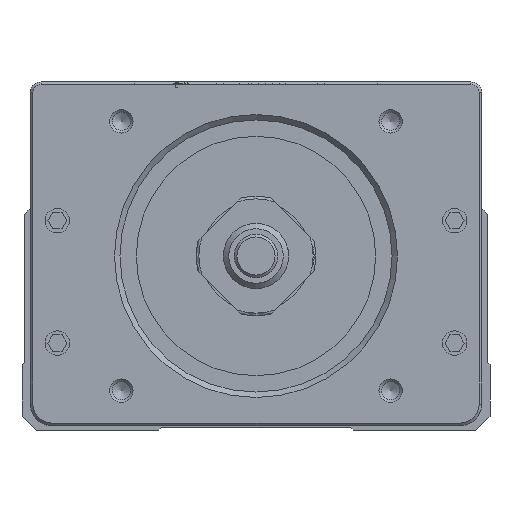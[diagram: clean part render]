
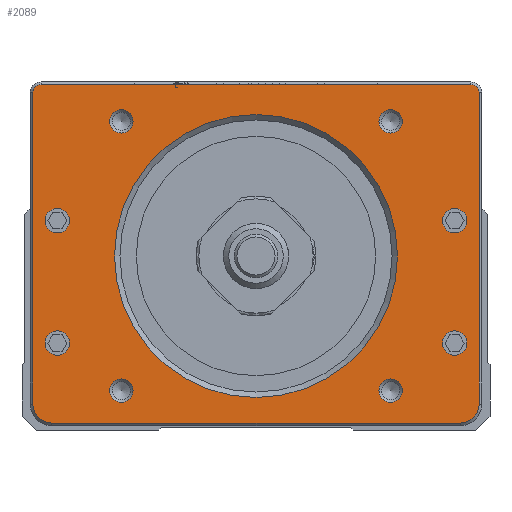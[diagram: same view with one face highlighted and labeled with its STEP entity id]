
A CAD part, front view. The second image highlights one B-rep face of the part: STEP entity #2089.
In plain terms, the highlighted planar face has unit normal (0, -1, 0).
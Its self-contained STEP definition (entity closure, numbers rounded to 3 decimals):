
#2089=ADVANCED_FACE('',(#3684,#3685,#3686,#3687,#3688,#3689,#3690,#3691,
#3692,#3693),#3053,.F.);
#3053=PLANE('',#20675);
#3684=FACE_BOUND('',#4762,.T.);
#3685=FACE_BOUND('',#4763,.T.);
#3686=FACE_BOUND('',#4764,.T.);
#3687=FACE_BOUND('',#4765,.T.);
#3688=FACE_BOUND('',#4766,.T.);
#3689=FACE_BOUND('',#4767,.T.);
#3690=FACE_BOUND('',#4768,.T.);
#3691=FACE_BOUND('',#4769,.T.);
#3692=FACE_BOUND('',#4770,.T.);
#3693=FACE_BOUND('',#4771,.T.);
#4762=EDGE_LOOP('',(#9006));
#4763=EDGE_LOOP('',(#9007));
#4764=EDGE_LOOP('',(#9008));
#4765=EDGE_LOOP('',(#9009));
#4766=EDGE_LOOP('',(#9010));
#4767=EDGE_LOOP('',(#9011,#9012,#9013,#9014,#9015,#9016,#9017,#9018));
#4768=EDGE_LOOP('',(#9019));
#4769=EDGE_LOOP('',(#9020));
#4770=EDGE_LOOP('',(#9021));
#4771=EDGE_LOOP('',(#9022));
#5933=CIRCLE('',#20662,2.15);
#5934=CIRCLE('',#20663,2.15);
#5935=CIRCLE('',#20664,2.15);
#5936=CIRCLE('',#20665,2.15);
#5937=CIRCLE('',#20666,26.);
#5938=CIRCLE('',#20667,1.5);
#5939=CIRCLE('',#20668,1.5);
#5940=CIRCLE('',#20669,3.5);
#5941=CIRCLE('',#20670,3.5);
#5942=CIRCLE('',#20671,2.25);
#5943=CIRCLE('',#20672,2.25);
#5944=CIRCLE('',#20673,2.25);
#5945=CIRCLE('',#20674,2.25);
#9006=ORIENTED_EDGE('',*,*,#14978,.T.);
#9007=ORIENTED_EDGE('',*,*,#14979,.T.);
#9008=ORIENTED_EDGE('',*,*,#14980,.T.);
#9009=ORIENTED_EDGE('',*,*,#14981,.T.);
#9010=ORIENTED_EDGE('',*,*,#14982,.T.);
#9011=ORIENTED_EDGE('',*,*,#14983,.T.);
#9012=ORIENTED_EDGE('',*,*,#14984,.T.);
#9013=ORIENTED_EDGE('',*,*,#14985,.T.);
#9014=ORIENTED_EDGE('',*,*,#14986,.T.);
#9015=ORIENTED_EDGE('',*,*,#14987,.T.);
#9016=ORIENTED_EDGE('',*,*,#14988,.T.);
#9017=ORIENTED_EDGE('',*,*,#14989,.T.);
#9018=ORIENTED_EDGE('',*,*,#14990,.T.);
#9019=ORIENTED_EDGE('',*,*,#14991,.T.);
#9020=ORIENTED_EDGE('',*,*,#14992,.T.);
#9021=ORIENTED_EDGE('',*,*,#14993,.T.);
#9022=ORIENTED_EDGE('',*,*,#14994,.T.);
#12690=VERTEX_POINT('',#31131);
#12691=VERTEX_POINT('',#31133);
#12692=VERTEX_POINT('',#31135);
#12693=VERTEX_POINT('',#31137);
#12694=VERTEX_POINT('',#31139);
#12695=VERTEX_POINT('',#31141);
#12696=VERTEX_POINT('',#31142);
#12697=VERTEX_POINT('',#31144);
#12698=VERTEX_POINT('',#31146);
#12699=VERTEX_POINT('',#31148);
#12700=VERTEX_POINT('',#31150);
#12701=VERTEX_POINT('',#31152);
#12702=VERTEX_POINT('',#31154);
#12703=VERTEX_POINT('',#31157);
#12704=VERTEX_POINT('',#31159);
#12705=VERTEX_POINT('',#31161);
#12706=VERTEX_POINT('',#31163);
#14978=EDGE_CURVE('',#12690,#12690,#5933,.T.);
#14979=EDGE_CURVE('',#12691,#12691,#5934,.T.);
#14980=EDGE_CURVE('',#12692,#12692,#5935,.T.);
#14981=EDGE_CURVE('',#12693,#12693,#5936,.T.);
#14982=EDGE_CURVE('',#12694,#12694,#5937,.T.);
#14983=EDGE_CURVE('',#12695,#12696,#17202,.T.);
#14984=EDGE_CURVE('',#12696,#12697,#5938,.T.);
#14985=EDGE_CURVE('',#12697,#12698,#17203,.T.);
#14986=EDGE_CURVE('',#12698,#12699,#5939,.T.);
#14987=EDGE_CURVE('',#12699,#12700,#17204,.T.);
#14988=EDGE_CURVE('',#12700,#12701,#5940,.T.);
#14989=EDGE_CURVE('',#12701,#12702,#17205,.T.);
#14990=EDGE_CURVE('',#12702,#12695,#5941,.T.);
#14991=EDGE_CURVE('',#12703,#12703,#5942,.T.);
#14992=EDGE_CURVE('',#12704,#12704,#5943,.T.);
#14993=EDGE_CURVE('',#12705,#12705,#5944,.T.);
#14994=EDGE_CURVE('',#12706,#12706,#5945,.T.);
#17202=LINE('',#31140,#19065);
#17203=LINE('',#31145,#19066);
#17204=LINE('',#31149,#19067);
#17205=LINE('',#31153,#19068);
#19065=VECTOR('',#24376,1.);
#19066=VECTOR('',#24379,1.);
#19067=VECTOR('',#24382,1.);
#19068=VECTOR('',#24385,1.);
#20662=AXIS2_PLACEMENT_3D('',#31130,#24366,#24367);
#20663=AXIS2_PLACEMENT_3D('',#31132,#24368,#24369);
#20664=AXIS2_PLACEMENT_3D('',#31134,#24370,#24371);
#20665=AXIS2_PLACEMENT_3D('',#31136,#24372,#24373);
#20666=AXIS2_PLACEMENT_3D('',#31138,#24374,#24375);
#20667=AXIS2_PLACEMENT_3D('',#31143,#24377,#24378);
#20668=AXIS2_PLACEMENT_3D('',#31147,#24380,#24381);
#20669=AXIS2_PLACEMENT_3D('',#31151,#24383,#24384);
#20670=AXIS2_PLACEMENT_3D('',#31155,#24386,#24387);
#20671=AXIS2_PLACEMENT_3D('',#31156,#24388,#24389);
#20672=AXIS2_PLACEMENT_3D('',#31158,#24390,#24391);
#20673=AXIS2_PLACEMENT_3D('',#31160,#24392,#24393);
#20674=AXIS2_PLACEMENT_3D('',#31162,#24394,#24395);
#20675=AXIS2_PLACEMENT_3D('',#31164,#24396,#24397);
#24366=DIRECTION('',(0.,1.,0.));
#24367=DIRECTION('',(0.,0.,1.));
#24368=DIRECTION('',(0.,1.,0.));
#24369=DIRECTION('',(0.,0.,1.));
#24370=DIRECTION('',(0.,1.,0.));
#24371=DIRECTION('',(0.,0.,1.));
#24372=DIRECTION('',(0.,1.,0.));
#24373=DIRECTION('',(0.,0.,1.));
#24374=DIRECTION('',(0.,1.,0.));
#24375=DIRECTION('',(0.,0.,1.));
#24376=DIRECTION('',(0.,0.,1.));
#24377=DIRECTION('',(0.,-1.,0.));
#24378=DIRECTION('',(0.,0.,1.));
#24379=DIRECTION('',(-1.,0.,0.));
#24380=DIRECTION('',(0.,-1.,0.));
#24381=DIRECTION('',(0.,0.,1.));
#24382=DIRECTION('',(0.,0.,-1.));
#24383=DIRECTION('',(0.,-1.,0.));
#24384=DIRECTION('',(0.,0.,1.));
#24385=DIRECTION('',(1.,0.,0.));
#24386=DIRECTION('',(0.,-1.,0.));
#24387=DIRECTION('',(0.,0.,1.));
#24388=DIRECTION('',(0.,1.,0.));
#24389=DIRECTION('',(0.,0.,1.));
#24390=DIRECTION('',(0.,1.,0.));
#24391=DIRECTION('',(0.,0.,1.));
#24392=DIRECTION('',(0.,1.,0.));
#24393=DIRECTION('',(0.,0.,1.));
#24394=DIRECTION('',(0.,1.,0.));
#24395=DIRECTION('',(0.,0.,1.));
#24396=DIRECTION('',(0.,1.,0.));
#24397=DIRECTION('',(0.,0.,-1.));
#31130=CARTESIAN_POINT('',(-24.749,-236.633,7.251));
#31131=CARTESIAN_POINT('',(-24.749,-236.633,9.401));
#31132=CARTESIAN_POINT('',(24.749,-236.633,56.749));
#31133=CARTESIAN_POINT('',(24.749,-236.633,58.899));
#31134=CARTESIAN_POINT('',(-24.749,-236.633,56.749));
#31135=CARTESIAN_POINT('',(-24.749,-236.633,58.899));
#31136=CARTESIAN_POINT('',(24.749,-236.633,7.251));
#31137=CARTESIAN_POINT('',(24.749,-236.633,9.401));
#31138=CARTESIAN_POINT('',(0.,-236.633,32.));
#31139=CARTESIAN_POINT('',(0.,-236.633,58.));
#31140=CARTESIAN_POINT('',(41.,-236.633,60.));
#31141=CARTESIAN_POINT('',(41.,-236.633,4.8));
#31142=CARTESIAN_POINT('',(41.,-236.633,62.));
#31143=CARTESIAN_POINT('',(39.5,-236.633,62.));
#31144=CARTESIAN_POINT('',(39.5,-236.633,63.5));
#31145=CARTESIAN_POINT('',(39.,-236.633,63.5));
#31146=CARTESIAN_POINT('',(-39.5,-236.633,63.5));
#31147=CARTESIAN_POINT('',(-39.5,-236.633,62.));
#31148=CARTESIAN_POINT('',(-41.,-236.633,62.));
#31149=CARTESIAN_POINT('',(-41.,-236.633,60.));
#31150=CARTESIAN_POINT('',(-41.,-236.633,4.8));
#31151=CARTESIAN_POINT('',(-37.5,-236.633,4.8));
#31152=CARTESIAN_POINT('',(-37.5,-236.633,1.3));
#31153=CARTESIAN_POINT('',(39.,-236.633,1.3));
#31154=CARTESIAN_POINT('',(37.5,-236.633,1.3));
#31155=CARTESIAN_POINT('',(37.5,-236.633,4.8));
#31156=CARTESIAN_POINT('',(-36.5,-236.633,38.5));
#31157=CARTESIAN_POINT('',(-36.5,-236.633,40.75));
#31158=CARTESIAN_POINT('',(-36.5,-236.633,16.));
#31159=CARTESIAN_POINT('',(-36.5,-236.633,18.25));
#31160=CARTESIAN_POINT('',(36.5,-236.633,38.5));
#31161=CARTESIAN_POINT('',(36.5,-236.633,40.75));
#31162=CARTESIAN_POINT('',(36.5,-236.633,16.));
#31163=CARTESIAN_POINT('',(36.5,-236.633,18.25));
#31164=CARTESIAN_POINT('',(39.,-236.633,60.));
